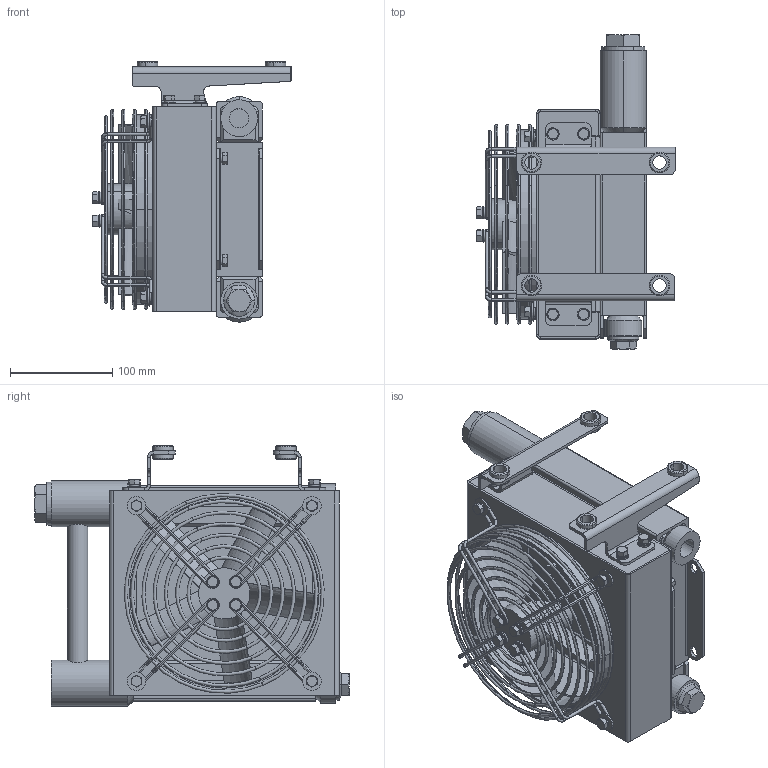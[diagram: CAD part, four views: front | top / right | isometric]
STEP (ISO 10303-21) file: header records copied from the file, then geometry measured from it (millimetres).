
FILE_DESCRIPTION (( 'STEP AP214' ), '1' );
FILE_NAME ('YLEM.15V.22.S.00.7.STEP', '2024-02-22T00:14:34', ( '' ), ( '' ), 'SwSTEP 2.0', 'SolidWorks 2023', '' );
FILE_SCHEMA (( 'AUTOMOTIVE_DESIGN' ));
Length unit declared in the file: millimetre
Products named in the file (38): 堵片; 端盖组件 2; 堵头; 风罩体 AC; 左腿; 旁通阀底座 - 副本; 芯体; 铁棍2; 堵片2; 风罩组件AC; 垫圈6  弹簧; 端盖组件; 螺栓M6 16; 芯体组件; 螺栓M6 20; 旁通阀1 - 副本; 端盖; M6焊接螺母; 垫圈6  平; φ175风机; 紧固件（大）; G1／2管嘴; 网罩; 铁棍1; M6大平垫; YLEM.15V.22.S.00.7; 上风罩侧板; 腿; 槽铝盖板; 扇叶; 温控管嘴 - 副本; 风圈; jzd; 紧固件; 旁通管; 002; 右腿; 下风罩侧板
Assembly tree (76 placements, depth 4):
  YLEM.15V.22.S.00.7
    002
      芯体组件
        槽铝盖板  x2
        芯体
      端盖组件
        堵片
        端盖
        G1／2管嘴
        堵片2
        旁通阀底座 - 副本
      旁通管
      温控管嘴 - 副本
      端盖组件 2
        堵片
        端盖
        G1／2管嘴
        堵片2
      旁通阀1 - 副本
      堵头
    风罩组件AC
      风罩体 AC
      上风罩侧板
      下风罩侧板
      M6焊接螺母  x12
      风圈
    φ175风机
      扇叶
      腿  x4
        铁棍1
        铁棍2
      网罩
      紧固件  x4
        螺栓M6 20
        垫圈6  弹簧
        垫圈6  平
    右腿
    左腿
    jzd  x4
    紧固件  x8
      螺栓M6 20
      垫圈6  弹簧
      垫圈6  平
    紧固件（大）  x4
      M6大平垫
      垫圈6  弹簧
      螺栓M6 16
Bounding box: 194 x 307 x 254 mm (x, y, z)
Volume: 2008178.2 mm3; surface area: 647749.1 mm2
Topology: 113 solids, 113 shells, 1769 faces, 4103 edges, 2590 vertices
Faces by surface type: plane 788, cylinder 568, torus 255, cone 136, bspline 22
Entity records: 22846 total; most frequent: CARTESIAN_POINT 6511, DIRECTION 3318, ORIENTED_EDGE 3000, EDGE_CURVE 1500, AXIS2_PLACEMENT_3D 1267, VERTEX_POINT 932, LINE 784, VECTOR 784
